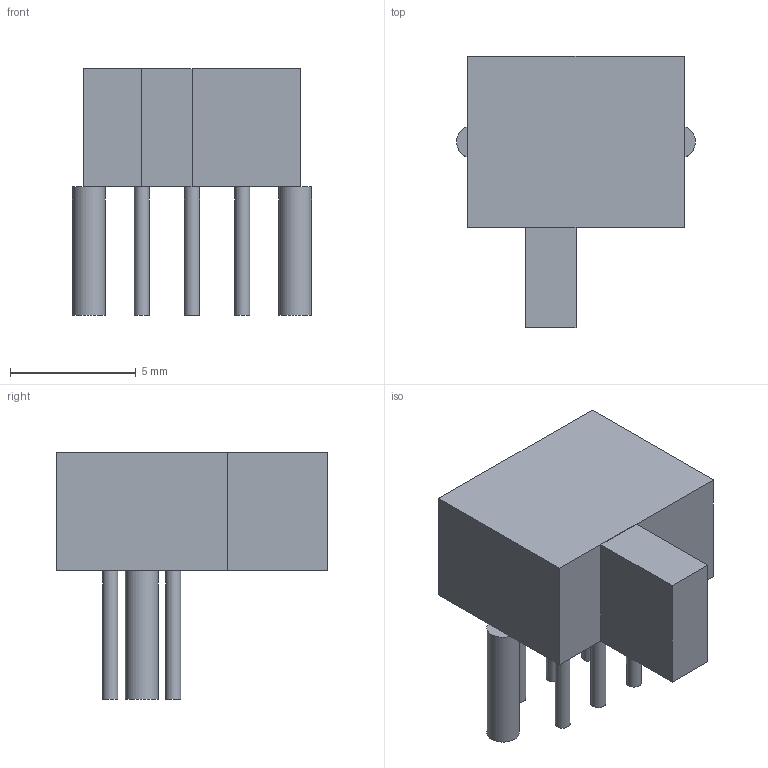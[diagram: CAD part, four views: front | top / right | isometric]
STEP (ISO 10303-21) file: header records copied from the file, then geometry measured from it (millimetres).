
FILE_DESCRIPTION(('FreeCAD Model'),'2;1');
FILE_NAME('894632.2.2.stp','2020-05-22T13:27:07',( 'Author'),(''),'Open CASCADE STEP processor 6.9','FreeCAD','Unknown' );
FILE_SCHEMA(('AUTOMOTIVE_DESIGN { 1 0 10303 214 1 1 1 1 }'));
Length unit declared in the file: millimetre
Products named in the file (3): ASSEMBLY; Body; Leads
Assembly tree (9 placements, depth 2):
  ASSEMBLY
    Body
    Leads  x8
Bounding box: 9.5 x 10.8 x 9.8 mm (x, y, z)
Volume: 490 mm3; surface area: 1198.4 mm2
Topology: 66 solids, 66 shells, 204 faces, 216 edges, 144 vertices
Faces by surface type: plane 140, cylinder 64
Full cylindrical faces by diameter (mm): 0.6 x48, 1.3 x16
Entity records: 1550 total; most frequent: DIRECTION 252, CARTESIAN_POINT 222, LINE 112, VECTOR 112, ORIENTED_EDGE 96, PCURVE 96, DEFINITIONAL_REPRESENTATION 96, AXIS2_PLACEMENT_3D 62
